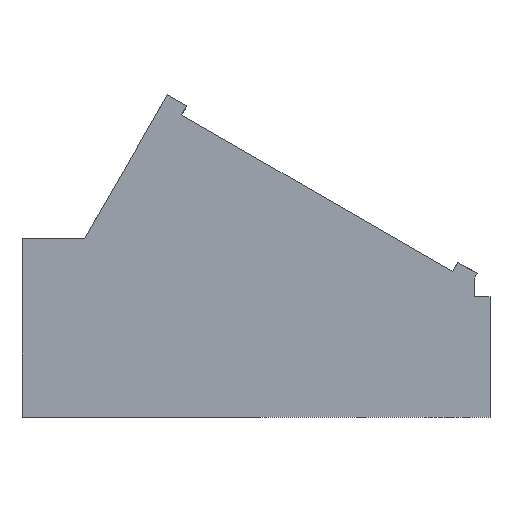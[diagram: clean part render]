
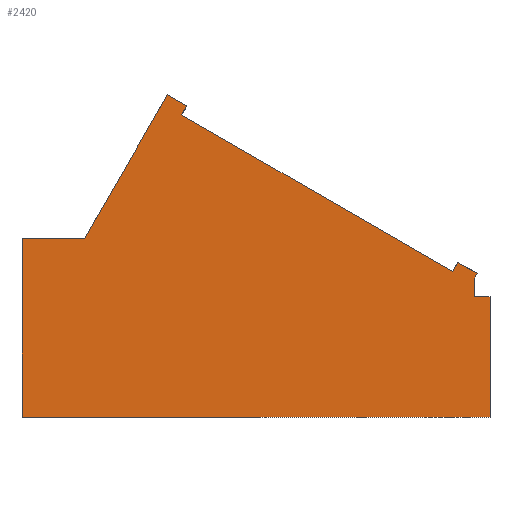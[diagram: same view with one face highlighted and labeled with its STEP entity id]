
A CAD part, left-side view. The second image highlights one B-rep face of the part: STEP entity #2420.
In plain terms, the highlighted planar face has unit normal (-1, 0, 0).
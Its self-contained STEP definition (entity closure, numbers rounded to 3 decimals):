
#1062=CARTESIAN_POINT('',(-3.99,167.826,20.225));
#1063=VERTEX_POINT('',#1062);
#1070=CARTESIAN_POINT('',(-3.99,167.826,88.225));
#1071=VERTEX_POINT('',#1070);
#1072=CARTESIAN_POINT('',(-3.99,167.826,20.225));
#1073=DIRECTION('',(-0.,0.,1.));
#1074=VECTOR('',#1073,68.);
#1075=LINE('',#1072,#1074);
#1076=EDGE_CURVE('',#1063,#1071,#1075,.T.);
#1132=CARTESIAN_POINT('',(-3.99,144.036,88.225));
#1133=VERTEX_POINT('',#1132);
#1149=CARTESIAN_POINT('',(-3.99,167.826,88.225));
#1150=DIRECTION('',(-0.,-1.,0.));
#1151=VECTOR('',#1150,23.79);
#1152=LINE('',#1149,#1151);
#1153=EDGE_CURVE('',#1071,#1133,#1152,.T.);
#2293=CARTESIAN_POINT('',(-3.99,-4.312,73.175));
#2294=VERTEX_POINT('',#2293);
#2301=CARTESIAN_POINT('',(-3.99,-4.312,66.098));
#2302=VERTEX_POINT('',#2301);
#2303=CARTESIAN_POINT('',(-3.99,-4.312,73.175));
#2304=DIRECTION('',(0.,-0.,-1.));
#2305=VECTOR('',#2304,7.077);
#2306=LINE('',#2303,#2305);
#2307=EDGE_CURVE('',#2294,#2302,#2306,.T.);
#2326=CARTESIAN_POINT('',(-3.99,77.827,82.565));
#2327=DIRECTION('',(1.,-0.,0.));
#2328=DIRECTION('',(0.,1.,0.));
#2329=AXIS2_PLACEMENT_3D('',#2326,#2327,#2328);
#2330=PLANE('',#2329);
#2331=CARTESIAN_POINT('',(-3.99,112.466,142.906));
#2332=VERTEX_POINT('',#2331);
#2333=CARTESIAN_POINT('',(-3.99,112.466,142.906));
#2334=DIRECTION('',(0.,0.5,-0.866));
#2335=VECTOR('',#2334,63.14);
#2336=LINE('',#2333,#2335);
#2337=EDGE_CURVE('',#2332,#1133,#2336,.T.);
#2338=ORIENTED_EDGE('',*,*,#2337,.T.);
#2339=ORIENTED_EDGE('',*,*,#1153,.F.);
#2340=ORIENTED_EDGE('',*,*,#1076,.F.);
#2341=CARTESIAN_POINT('',(-3.99,-10.172,20.225));
#2342=VERTEX_POINT('',#2341);
#2343=CARTESIAN_POINT('',(-3.99,-10.172,20.225));
#2344=DIRECTION('',(0.,1.,0.));
#2345=VECTOR('',#2344,177.998);
#2346=LINE('',#2343,#2345);
#2347=EDGE_CURVE('',#2342,#1063,#2346,.T.);
#2348=ORIENTED_EDGE('',*,*,#2347,.F.);
#2349=CARTESIAN_POINT('',(-3.99,-10.172,66.098));
#2350=VERTEX_POINT('',#2349);
#2351=CARTESIAN_POINT('',(-3.99,-10.172,66.098));
#2352=DIRECTION('',(0.,0.,-1.));
#2353=VECTOR('',#2352,45.873);
#2354=LINE('',#2351,#2353);
#2355=EDGE_CURVE('',#2350,#2342,#2354,.T.);
#2356=ORIENTED_EDGE('',*,*,#2355,.F.);
#2357=CARTESIAN_POINT('',(-3.99,-4.312,66.098));
#2358=DIRECTION('',(-0.,-1.,0.));
#2359=VECTOR('',#2358,5.86);
#2360=LINE('',#2357,#2359);
#2361=EDGE_CURVE('',#2302,#2350,#2360,.T.);
#2362=ORIENTED_EDGE('',*,*,#2361,.F.);
#2363=ORIENTED_EDGE('',*,*,#2307,.F.);
#2364=CARTESIAN_POINT('',(-3.99,-5.312,74.907));
#2365=VERTEX_POINT('',#2364);
#2366=CARTESIAN_POINT('',(-3.99,-4.312,73.175));
#2367=DIRECTION('',(0.,-0.5,0.866));
#2368=VECTOR('',#2367,2.);
#2369=LINE('',#2366,#2368);
#2370=EDGE_CURVE('',#2294,#2365,#2369,.T.);
#2371=ORIENTED_EDGE('',*,*,#2370,.T.);
#2372=CARTESIAN_POINT('',(-3.99,-3.312,76.062));
#2373=VERTEX_POINT('',#2372);
#2374=CARTESIAN_POINT('',(-3.99,-5.312,74.907));
#2375=DIRECTION('',(0.,0.866,0.5));
#2376=VECTOR('',#2375,2.309);
#2377=LINE('',#2374,#2376);
#2378=EDGE_CURVE('',#2365,#2373,#2377,.T.);
#2379=ORIENTED_EDGE('',*,*,#2378,.T.);
#2380=CARTESIAN_POINT('',(-3.99,2.05,79.157));
#2381=VERTEX_POINT('',#2380);
#2382=CARTESIAN_POINT('',(-3.99,2.05,79.157));
#2383=DIRECTION('',(-0.,-0.866,-0.5));
#2384=VECTOR('',#2383,6.191);
#2385=LINE('',#2382,#2384);
#2386=EDGE_CURVE('',#2381,#2373,#2385,.T.);
#2387=ORIENTED_EDGE('',*,*,#2386,.F.);
#2388=CARTESIAN_POINT('',(-3.99,4.05,75.693));
#2389=VERTEX_POINT('',#2388);
#2390=CARTESIAN_POINT('',(-3.99,4.05,75.693));
#2391=DIRECTION('',(-0.,-0.5,0.866));
#2392=VECTOR('',#2391,4.);
#2393=LINE('',#2390,#2392);
#2394=EDGE_CURVE('',#2389,#2381,#2393,.T.);
#2395=ORIENTED_EDGE('',*,*,#2394,.F.);
#2396=CARTESIAN_POINT('',(-3.99,107.107,135.193));
#2397=VERTEX_POINT('',#2396);
#2398=CARTESIAN_POINT('',(-3.99,107.107,135.193));
#2399=DIRECTION('',(-0.,-0.866,-0.5));
#2400=VECTOR('',#2399,119.);
#2401=LINE('',#2398,#2400);
#2402=EDGE_CURVE('',#2397,#2389,#2401,.T.);
#2403=ORIENTED_EDGE('',*,*,#2402,.F.);
#2404=CARTESIAN_POINT('',(-3.99,105.107,138.657));
#2405=VERTEX_POINT('',#2404);
#2406=CARTESIAN_POINT('',(-3.99,105.107,138.657));
#2407=DIRECTION('',(0.,0.5,-0.866));
#2408=VECTOR('',#2407,4.);
#2409=LINE('',#2406,#2408);
#2410=EDGE_CURVE('',#2405,#2397,#2409,.T.);
#2411=ORIENTED_EDGE('',*,*,#2410,.F.);
#2412=CARTESIAN_POINT('',(-3.99,112.466,142.906));
#2413=DIRECTION('',(-0.,-0.866,-0.5));
#2414=VECTOR('',#2413,8.498);
#2415=LINE('',#2412,#2414);
#2416=EDGE_CURVE('',#2332,#2405,#2415,.T.);
#2417=ORIENTED_EDGE('',*,*,#2416,.F.);
#2418=EDGE_LOOP('',(#2338,#2339,#2340,#2348,#2356,#2362,#2363,#2371,#2379,#2387,#2395,#2403,#2411,#2417));
#2419=FACE_BOUND('',#2418,.T.);
#2420=ADVANCED_FACE('',(#2419),#2330,.F.);
